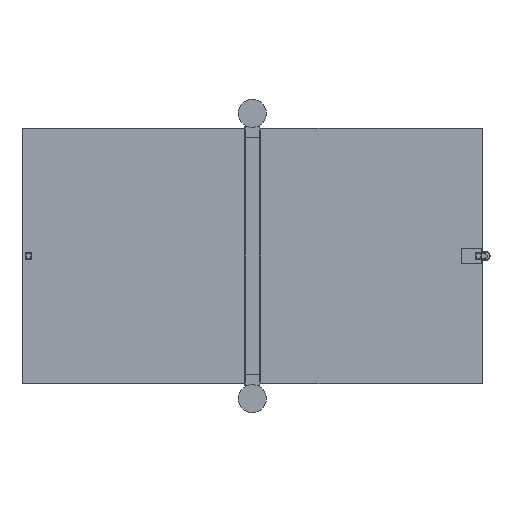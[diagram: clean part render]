
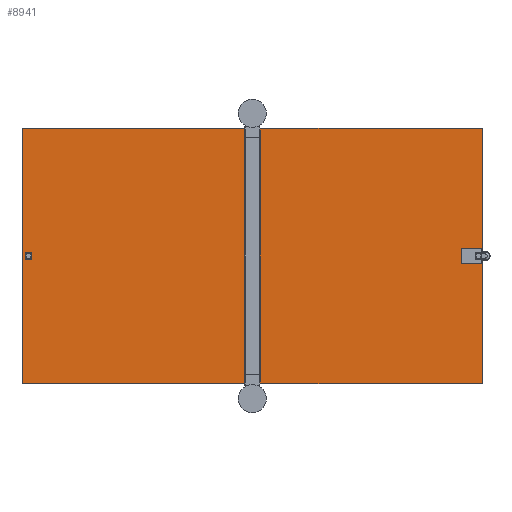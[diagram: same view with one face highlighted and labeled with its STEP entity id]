
A CAD part, left-side view. The second image highlights one B-rep face of the part: STEP entity #8941.
In plain terms, the highlighted planar face has unit normal (-1, 0, 0).
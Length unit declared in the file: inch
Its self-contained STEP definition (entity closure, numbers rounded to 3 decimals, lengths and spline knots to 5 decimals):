
#413=DIRECTION('',(0.,1.,0.));
#414=VECTOR('',#413,1.575);
#415=CARTESIAN_POINT('',(2.78035,-17.937,0.5905));
#416=LINE('',#415,#414);
#417=DIRECTION('',(0.,0.,-1.));
#418=VECTOR('',#417,1.181);
#419=CARTESIAN_POINT('',(2.78035,-16.362,0.5905));
#420=LINE('',#419,#418);
#421=DIRECTION('',(0.,-1.,0.));
#422=VECTOR('',#421,1.575);
#423=CARTESIAN_POINT('',(2.78035,-16.362,-0.5905));
#424=LINE('',#423,#422);
#425=DIRECTION('',(0.,0.,-1.));
#426=VECTOR('',#425,0.433);
#427=CARTESIAN_POINT('',(2.78035,-17.937,-0.1575));
#428=LINE('',#427,#426);
#429=DIRECTION('',(0.,1.,0.));
#430=VECTOR('',#429,0.063);
#431=CARTESIAN_POINT('',(2.78035,-18.,-0.1575));
#432=LINE('',#431,#430);
#433=DIRECTION('',(0.,0.,-1.));
#434=VECTOR('',#433,9.8425);
#435=CARTESIAN_POINT('',(2.78035,-18.,-0.1575));
#436=LINE('',#435,#434);
#437=DIRECTION('',(0.,1.,0.));
#438=VECTOR('',#437,17.4095);
#439=CARTESIAN_POINT('',(2.78035,-18.,-10.));
#440=LINE('',#439,#438);
#441=DIRECTION('',(0.,-1.,0.));
#442=VECTOR('',#441,1.181);
#443=CARTESIAN_POINT('',(2.78035,0.5905,-9.999));
#444=LINE('',#443,#442);
#445=DIRECTION('',(0.,1.,0.));
#446=VECTOR('',#445,17.4095);
#447=CARTESIAN_POINT('',(2.78035,0.5905,-9.999));
#448=LINE('',#447,#446);
#449=DIRECTION('',(0.,0.,1.));
#450=VECTOR('',#449,20.);
#451=CARTESIAN_POINT('',(2.78035,18.,-10.));
#452=LINE('',#451,#450);
#453=DIRECTION('',(0.,-1.,0.));
#454=VECTOR('',#453,17.4095);
#455=CARTESIAN_POINT('',(2.78035,18.,10.));
#456=LINE('',#455,#454);
#457=DIRECTION('',(0.,1.,0.));
#458=VECTOR('',#457,1.181);
#459=CARTESIAN_POINT('',(2.78035,-0.5905,9.999));
#460=LINE('',#459,#458);
#461=DIRECTION('',(0.,-1.,0.));
#462=VECTOR('',#461,17.4095);
#463=CARTESIAN_POINT('',(2.78035,-0.5905,9.999));
#464=LINE('',#463,#462);
#465=DIRECTION('',(0.,0.,-1.));
#466=VECTOR('',#465,9.8425);
#467=CARTESIAN_POINT('',(2.78035,-18.,10.));
#468=LINE('',#467,#466);
#469=DIRECTION('',(0.,1.,0.));
#470=VECTOR('',#469,0.063);
#471=CARTESIAN_POINT('',(2.78035,-18.,0.1575));
#472=LINE('',#471,#470);
#473=DIRECTION('',(0.,0.,-1.));
#474=VECTOR('',#473,0.433);
#475=CARTESIAN_POINT('',(2.78035,-17.937,0.5905));
#476=LINE('',#475,#474);
#477=DIRECTION('',(0.,-1.,0.));
#478=VECTOR('',#477,0.944);
#479=CARTESIAN_POINT('',(2.78035,0.472,-9.941));
#480=LINE('',#479,#478);
#481=DIRECTION('',(0.,0.707,-0.707));
#482=VECTOR('',#481,0.18102);
#483=CARTESIAN_POINT('',(2.78035,-0.6,-9.813));
#484=LINE('',#483,#482);
#485=DIRECTION('',(0.,0.,1.));
#486=VECTOR('',#485,19.626);
#487=CARTESIAN_POINT('',(2.78035,-0.6,-9.813));
#488=LINE('',#487,#486);
#489=DIRECTION('',(0.,0.707,0.707));
#490=VECTOR('',#489,0.18102);
#491=CARTESIAN_POINT('',(2.78035,-0.6,9.813));
#492=LINE('',#491,#490);
#493=DIRECTION('',(0.,1.,0.));
#494=VECTOR('',#493,0.944);
#495=CARTESIAN_POINT('',(2.78035,-0.472,9.941));
#496=LINE('',#495,#494);
#497=DIRECTION('',(0.,-0.707,0.707));
#498=VECTOR('',#497,0.18102);
#499=CARTESIAN_POINT('',(2.78035,0.6,9.813));
#500=LINE('',#499,#498);
#501=DIRECTION('',(0.,0.,-1.));
#502=VECTOR('',#501,19.626);
#503=CARTESIAN_POINT('',(2.78035,0.6,9.813));
#504=LINE('',#503,#502);
#505=DIRECTION('',(0.,-0.707,-0.707));
#506=VECTOR('',#505,0.18102);
#507=CARTESIAN_POINT('',(2.78035,0.6,-9.813));
#508=LINE('',#507,#506);
#509=CARTESIAN_POINT('',(2.78035,17.74,-0.24));
#510=DIRECTION('',(-1.,0.,0.));
#511=DIRECTION('',(0.,1.,0.));
#512=AXIS2_PLACEMENT_3D('',#509,#510,#511);
#514=DIRECTION('',(0.,1.,0.));
#515=VECTOR('',#514,0.48);
#516=CARTESIAN_POINT('',(2.78035,17.26,-0.25));
#517=LINE('',#516,#515);
#518=CARTESIAN_POINT('',(2.78035,17.26,-0.24));
#519=DIRECTION('',(-1.,0.,0.));
#520=DIRECTION('',(0.,0.,-1.));
#521=AXIS2_PLACEMENT_3D('',#518,#519,#520);
#523=DIRECTION('',(0.,0.,-1.));
#524=VECTOR('',#523,0.48);
#525=CARTESIAN_POINT('',(2.78035,17.25,0.24));
#526=LINE('',#525,#524);
#527=CARTESIAN_POINT('',(2.78035,17.26,0.24));
#528=DIRECTION('',(-1.,0.,0.));
#529=DIRECTION('',(0.,-1.,0.));
#530=AXIS2_PLACEMENT_3D('',#527,#528,#529);
#532=DIRECTION('',(0.,-1.,0.));
#533=VECTOR('',#532,0.48);
#534=CARTESIAN_POINT('',(2.78035,17.74,0.25));
#535=LINE('',#534,#533);
#536=CARTESIAN_POINT('',(2.78035,17.74,0.24));
#537=DIRECTION('',(-1.,0.,0.));
#538=DIRECTION('',(0.,0.,1.));
#539=AXIS2_PLACEMENT_3D('',#536,#537,#538);
#541=DIRECTION('',(0.,0.,1.));
#542=VECTOR('',#541,0.48);
#543=CARTESIAN_POINT('',(2.78035,17.75,-0.24));
#544=LINE('',#543,#542);
#6964=CARTESIAN_POINT('',(2.78035,18.,-10.));
#6965=VERTEX_POINT('',#6964);
#6966=CARTESIAN_POINT('',(2.78035,-18.,-10.));
#6967=VERTEX_POINT('',#6966);
#6968=CARTESIAN_POINT('',(2.78035,18.,10.));
#6969=VERTEX_POINT('',#6968);
#6970=CARTESIAN_POINT('',(2.78035,-18.,10.));
#6971=VERTEX_POINT('',#6970);
#7024=CARTESIAN_POINT('',(2.78035,0.472,-9.941));
#7025=CARTESIAN_POINT('',(2.78035,-0.472,-9.941));
#7026=VERTEX_POINT('',#7024);
#7027=VERTEX_POINT('',#7025);
#7028=CARTESIAN_POINT('',(2.78035,-0.6,-9.813));
#7029=VERTEX_POINT('',#7028);
#7030=CARTESIAN_POINT('',(2.78035,-0.6,9.813));
#7031=VERTEX_POINT('',#7030);
#7032=CARTESIAN_POINT('',(2.78035,-0.472,9.941));
#7033=VERTEX_POINT('',#7032);
#7034=CARTESIAN_POINT('',(2.78035,0.472,9.941));
#7035=VERTEX_POINT('',#7034);
#7036=CARTESIAN_POINT('',(2.78035,0.6,9.813));
#7037=VERTEX_POINT('',#7036);
#7038=CARTESIAN_POINT('',(2.78035,0.6,-9.813));
#7039=VERTEX_POINT('',#7038);
#7290=CARTESIAN_POINT('',(2.78035,-0.5905,9.999));
#7291=VERTEX_POINT('',#7290);
#7292=CARTESIAN_POINT('',(2.78035,0.5905,9.999));
#7293=VERTEX_POINT('',#7292);
#7552=CARTESIAN_POINT('',(2.78035,0.5905,-9.999));
#7553=VERTEX_POINT('',#7552);
#7554=CARTESIAN_POINT('',(2.78035,-0.5905,-9.999));
#7555=VERTEX_POINT('',#7554);
#7576=CARTESIAN_POINT('',(2.78035,-18.,0.1575));
#7577=CARTESIAN_POINT('',(2.78035,-18.,-0.1575));
#7578=VERTEX_POINT('',#7576);
#7579=VERTEX_POINT('',#7577);
#7580=CARTESIAN_POINT('',(2.78035,-17.937,0.5905));
#7581=CARTESIAN_POINT('',(2.78035,-16.362,0.5905));
#7582=VERTEX_POINT('',#7580);
#7583=VERTEX_POINT('',#7581);
#7584=CARTESIAN_POINT('',(2.78035,-16.362,-0.5905));
#7585=VERTEX_POINT('',#7584);
#7586=CARTESIAN_POINT('',(2.78035,-17.937,-0.5905));
#7587=VERTEX_POINT('',#7586);
#7588=CARTESIAN_POINT('',(2.78035,-17.937,-0.1575));
#7589=VERTEX_POINT('',#7588);
#7590=CARTESIAN_POINT('',(2.78035,-17.937,0.1575));
#7591=VERTEX_POINT('',#7590);
#7718=CARTESIAN_POINT('',(2.78035,17.75,-0.24));
#7719=CARTESIAN_POINT('',(2.78035,17.74,-0.25));
#7720=VERTEX_POINT('',#7718);
#7721=VERTEX_POINT('',#7719);
#7722=CARTESIAN_POINT('',(2.78035,17.75,0.24));
#7723=VERTEX_POINT('',#7722);
#7724=CARTESIAN_POINT('',(2.78035,17.74,0.25));
#7725=VERTEX_POINT('',#7724);
#7726=CARTESIAN_POINT('',(2.78035,17.26,0.25));
#7727=VERTEX_POINT('',#7726);
#7728=CARTESIAN_POINT('',(2.78035,17.25,0.24));
#7729=VERTEX_POINT('',#7728);
#7730=CARTESIAN_POINT('',(2.78035,17.25,-0.24));
#7731=VERTEX_POINT('',#7730);
#7732=CARTESIAN_POINT('',(2.78035,17.26,-0.25));
#7733=VERTEX_POINT('',#7732);
#8873=CARTESIAN_POINT('',(2.78035,0.,0.));
#8874=DIRECTION('',(-1.,0.,0.));
#8875=DIRECTION('',(0.,0.,1.));
#8876=AXIS2_PLACEMENT_3D('',#8873,#8874,#8875);
#8877=PLANE('',#8876);
#8879=ORIENTED_EDGE('',*,*,#8878,.T.);
#8881=ORIENTED_EDGE('',*,*,#8880,.T.);
#8882=ORIENTED_EDGE('',*,*,#8864,.T.);
#8883=ORIENTED_EDGE('',*,*,#8457,.F.);
#8885=ORIENTED_EDGE('',*,*,#8884,.F.);
#8886=ORIENTED_EDGE('',*,*,#8363,.T.);
#8888=ORIENTED_EDGE('',*,*,#8887,.T.);
#8890=ORIENTED_EDGE('',*,*,#8889,.F.);
#8892=ORIENTED_EDGE('',*,*,#8891,.T.);
#8894=ORIENTED_EDGE('',*,*,#8893,.T.);
#8896=ORIENTED_EDGE('',*,*,#8895,.T.);
#8898=ORIENTED_EDGE('',*,*,#8897,.F.);
#8899=ORIENTED_EDGE('',*,*,#8344,.T.);
#8900=ORIENTED_EDGE('',*,*,#8356,.T.);
#8901=ORIENTED_EDGE('',*,*,#8420,.T.);
#8902=ORIENTED_EDGE('',*,*,#8451,.F.);
#8903=EDGE_LOOP('',(#8879,#8881,#8882,#8883,#8885,#8886,#8888,#8890,#8892,#8894,
#8896,#8898,#8899,#8900,#8901,#8902));
#8904=FACE_OUTER_BOUND('',#8903,.F.);
#8906=ORIENTED_EDGE('',*,*,#8905,.T.);
#8908=ORIENTED_EDGE('',*,*,#8907,.F.);
#8910=ORIENTED_EDGE('',*,*,#8909,.T.);
#8912=ORIENTED_EDGE('',*,*,#8911,.T.);
#8914=ORIENTED_EDGE('',*,*,#8913,.T.);
#8916=ORIENTED_EDGE('',*,*,#8915,.F.);
#8918=ORIENTED_EDGE('',*,*,#8917,.T.);
#8920=ORIENTED_EDGE('',*,*,#8919,.T.);
#8921=EDGE_LOOP('',(#8906,#8908,#8910,#8912,#8914,#8916,#8918,#8920));
#8922=FACE_BOUND('',#8921,.F.);
#8924=ORIENTED_EDGE('',*,*,#8923,.T.);
#8926=ORIENTED_EDGE('',*,*,#8925,.F.);
#8928=ORIENTED_EDGE('',*,*,#8927,.T.);
#8930=ORIENTED_EDGE('',*,*,#8929,.F.);
#8932=ORIENTED_EDGE('',*,*,#8931,.T.);
#8934=ORIENTED_EDGE('',*,*,#8933,.F.);
#8936=ORIENTED_EDGE('',*,*,#8935,.T.);
#8938=ORIENTED_EDGE('',*,*,#8937,.F.);
#8939=EDGE_LOOP('',(#8924,#8926,#8928,#8930,#8932,#8934,#8936,#8938));
#8940=FACE_BOUND('',#8939,.F.);
#8941=ADVANCED_FACE('',(#8904,#8922,#8940),#8877,.T.);
#513=CIRCLE('',#512,0.01);
#522=CIRCLE('',#521,0.01);
#531=CIRCLE('',#530,0.01);
#540=CIRCLE('',#539,0.01);
#8344=EDGE_CURVE('',#7291,#6971,#464,.T.);
#8356=EDGE_CURVE('',#6971,#7578,#468,.T.);
#8363=EDGE_CURVE('',#7579,#6967,#436,.T.);
#8420=EDGE_CURVE('',#7578,#7591,#472,.T.);
#8451=EDGE_CURVE('',#7582,#7591,#476,.T.);
#8457=EDGE_CURVE('',#7589,#7587,#428,.T.);
#8864=EDGE_CURVE('',#7585,#7587,#424,.T.);
#8878=EDGE_CURVE('',#7582,#7583,#416,.T.);
#8880=EDGE_CURVE('',#7583,#7585,#420,.T.);
#8884=EDGE_CURVE('',#7579,#7589,#432,.T.);
#8887=EDGE_CURVE('',#6967,#7555,#440,.T.);
#8889=EDGE_CURVE('',#7553,#7555,#444,.T.);
#8891=EDGE_CURVE('',#7553,#6965,#448,.T.);
#8893=EDGE_CURVE('',#6965,#6969,#452,.T.);
#8895=EDGE_CURVE('',#6969,#7293,#456,.T.);
#8897=EDGE_CURVE('',#7291,#7293,#460,.T.);
#8905=EDGE_CURVE('',#7026,#7027,#480,.T.);
#8907=EDGE_CURVE('',#7029,#7027,#484,.T.);
#8909=EDGE_CURVE('',#7029,#7031,#488,.T.);
#8911=EDGE_CURVE('',#7031,#7033,#492,.T.);
#8913=EDGE_CURVE('',#7033,#7035,#496,.T.);
#8915=EDGE_CURVE('',#7037,#7035,#500,.T.);
#8917=EDGE_CURVE('',#7037,#7039,#504,.T.);
#8919=EDGE_CURVE('',#7039,#7026,#508,.T.);
#8923=EDGE_CURVE('',#7720,#7721,#513,.T.);
#8925=EDGE_CURVE('',#7733,#7721,#517,.T.);
#8927=EDGE_CURVE('',#7733,#7731,#522,.T.);
#8929=EDGE_CURVE('',#7729,#7731,#526,.T.);
#8931=EDGE_CURVE('',#7729,#7727,#531,.T.);
#8933=EDGE_CURVE('',#7725,#7727,#535,.T.);
#8935=EDGE_CURVE('',#7725,#7723,#540,.T.);
#8937=EDGE_CURVE('',#7720,#7723,#544,.T.);
